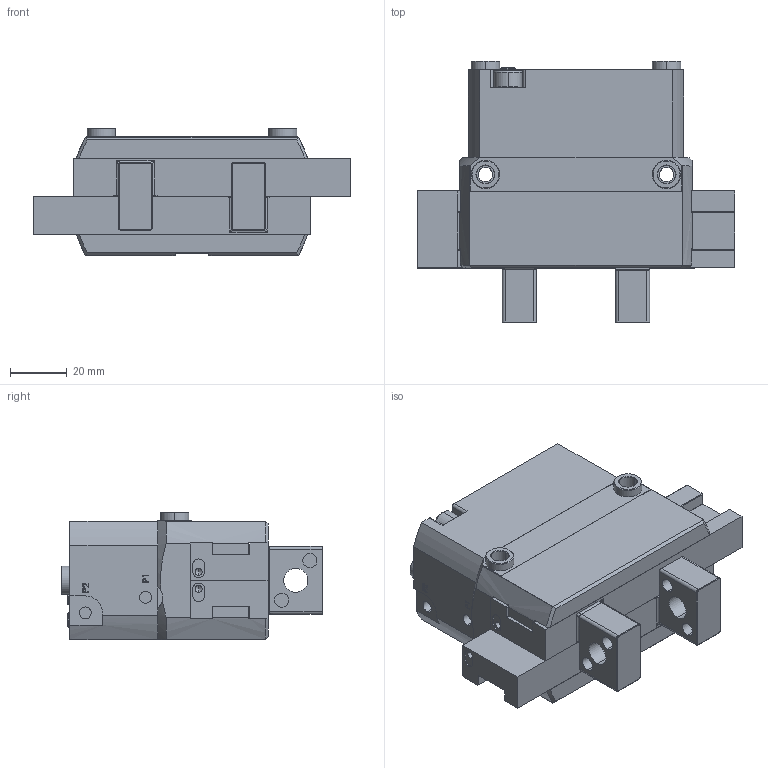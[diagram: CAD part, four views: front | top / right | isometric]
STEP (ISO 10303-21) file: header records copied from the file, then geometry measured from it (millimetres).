
FILE_DESCRIPTION (( 'STEP AP214' ), '1' );
FILE_NAME ('ASGMP-80_Step.STEP', '2019-03-26T12:02:07', ( '' ), ( '' ), 'SwSTEP 2.0', 'SolidWorks 2015', '' );
FILE_SCHEMA (( 'AUTOMOTIVE_DESIGN' ));
Length unit declared in the file: millimetre
Products named in the file (1): ASGMP-80_Step
Bounding box: 112 x 92.5 x 45.12 mm (x, y, z)
Volume: 242617.3 mm3; surface area: 54955.9 mm2
Topology: 3 solids, 7 shells, 1076 faces, 2804 edges, 1816 vertices
Faces by surface type: plane 535, bspline 281, cylinder 177, cone 83
Entity records: 57799 total; most frequent: CARTESIAN_POINT 21229, ORIENTED_EDGE 5552, DIRECTION 4239, EDGE_CURVE 2776, VERTEX_POINT 1816, VECTOR 1743, LINE 1743, AXIS2_PLACEMENT_3D 1248
